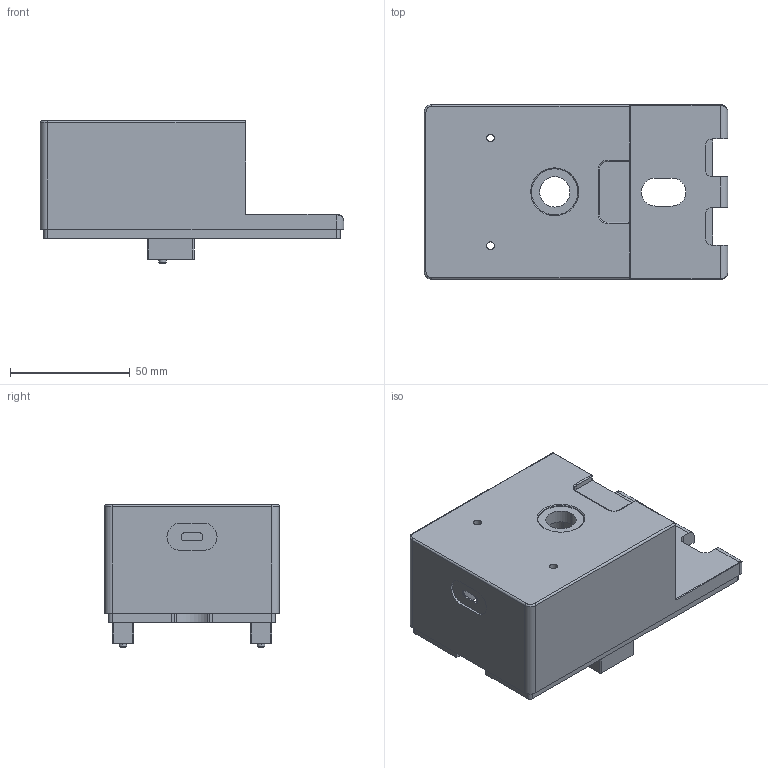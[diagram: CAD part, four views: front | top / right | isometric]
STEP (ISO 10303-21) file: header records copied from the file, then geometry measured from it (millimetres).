
FILE_DESCRIPTION (( 'STEP AP214' ), '1' );
FILE_NAME ('GHL-1-20002.STEP', '2024-05-31T17:15:50', ( '' ), ( '' ), 'SwSTEP 2.0', 'SolidWorks 2023', '' );
FILE_SCHEMA (( 'AUTOMOTIVE_DESIGN' ));
Length unit declared in the file: inch
Products named in the file (1): GHL-1-20002
Bounding box: 127 x 73.03 x 59.56 mm (x, y, z)
Volume: 115917.1 mm3; surface area: 53528.9 mm2
Topology: 1 solids, 1 shells, 288 faces, 777 edges, 476 vertices
Faces by surface type: cylinder 136, plane 106, cone 30, torus 8, sphere 4, bspline 4
Entity records: 9008 total; most frequent: CARTESIAN_POINT 1706, DIRECTION 1587, ORIENTED_EDGE 1498, EDGE_CURVE 749, AXIS2_PLACEMENT_3D 569, VERTEX_POINT 476, VECTOR 449, LINE 449
